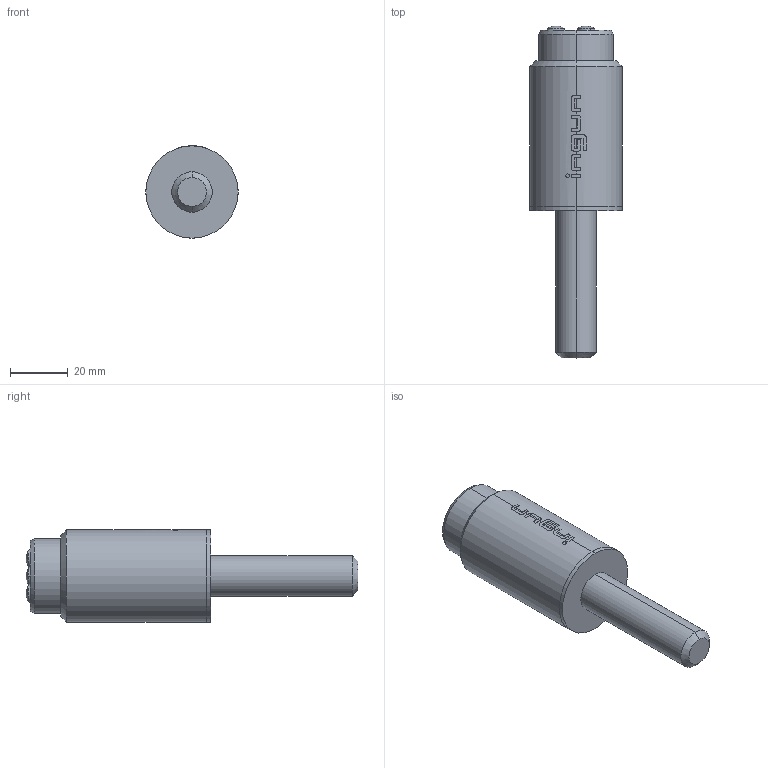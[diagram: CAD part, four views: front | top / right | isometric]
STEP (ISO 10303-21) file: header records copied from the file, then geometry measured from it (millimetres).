
FILE_DESCRIPTION (( 'STEP AP203' ), '1' );
FILE_NAME ('INGUN_HSS-2532.STEP', '2022-02-01T12:47:11', ( 'ochi' ), ( '' ), 'SwSTEP 2.0', 'SolidWorks 2018', '' );
FILE_SCHEMA (( 'CONFIG_CONTROL_DESIGN' ));
Length unit declared in the file: millimetre
Products named in the file (1): INGUN_HSS-2532
Bounding box: 32 x 115 x 32 mm (x, y, z)
Volume: 54980.8 mm3; surface area: 9751.4 mm2
Topology: 1 solids, 1 shells, 103 faces, 273 edges, 179 vertices
Faces by surface type: plane 45, bspline 22, cylinder 18, cone 12, sphere 6
Entity records: 3820 total; most frequent: CARTESIAN_POINT 1324, ORIENTED_EDGE 546, DIRECTION 449, EDGE_CURVE 273, AXIS2_PLACEMENT_3D 180, VERTEX_POINT 179, EDGE_LOOP 110, FACE_OUTER_BOUND 103
